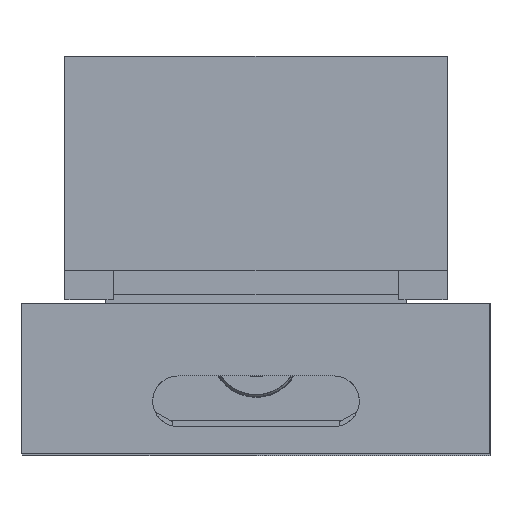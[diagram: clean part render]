
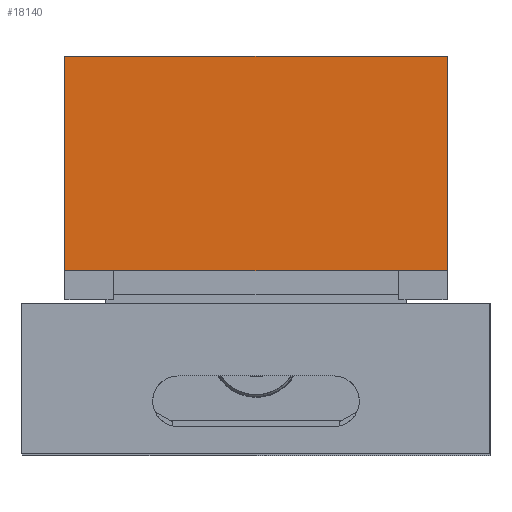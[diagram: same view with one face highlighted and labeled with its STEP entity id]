
A CAD part, left-side view. The second image highlights one B-rep face of the part: STEP entity #18140.
In plain terms, the highlighted planar face has unit normal (-1, 0, 0).
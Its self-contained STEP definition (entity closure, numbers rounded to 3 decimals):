
#17089=CARTESIAN_POINT('Vertex',(119.944,17.,205.)) ;
#17092=CARTESIAN_POINT('Line Origine',(119.944,17.,150.)) ;
#17096=CARTESIAN_POINT('Vertex',(119.944,17.,95.)) ;
#18094=CARTESIAN_POINT('Line Origine',(119.944,115.,95.)) ;
#18098=CARTESIAN_POINT('Vertex',(119.944,213.,95.)) ;
#18117=CARTESIAN_POINT('Axis2P3D Location',(119.944,17.,95.)) ;
#18122=CARTESIAN_POINT('Line Origine',(119.944,115.,205.)) ;
#18126=CARTESIAN_POINT('Vertex',(119.944,213.,205.)) ;
#18129=CARTESIAN_POINT('Line Origine',(119.944,213.,150.)) ;
#17093=DIRECTION('Vector Direction',(0.,0.,-1.)) ;
#18095=DIRECTION('Vector Direction',(0.,1.,0.)) ;
#18118=DIRECTION('Axis2P3D Direction',(1.,0.,0.)) ;
#18119=DIRECTION('Axis2P3D XDirection',(0.,1.,0.)) ;
#18123=DIRECTION('Vector Direction',(0.,-1.,0.)) ;
#18130=DIRECTION('Vector Direction',(0.,0.,1.)) ;
#18120=AXIS2_PLACEMENT_3D('Plane Axis2P3D',#18117,#18118,#18119) ;
#18135=ORIENTED_EDGE('',*,*,#17098,.F.) ;
#18136=ORIENTED_EDGE('',*,*,#18128,.F.) ;
#18137=ORIENTED_EDGE('',*,*,#18133,.F.) ;
#18138=ORIENTED_EDGE('',*,*,#18100,.F.) ;
#17094=VECTOR('Line Direction',#17093,1.) ;
#18096=VECTOR('Line Direction',#18095,1.) ;
#18124=VECTOR('Line Direction',#18123,1.) ;
#18131=VECTOR('Line Direction',#18130,1.) ;
#18140=ADVANCED_FACE('Brep With Voids',(#18139),#18121,.F.) ;
#17098=EDGE_CURVE('',#17090,#17097,#17095,.T.) ;
#18100=EDGE_CURVE('',#17097,#18099,#18097,.T.) ;
#18128=EDGE_CURVE('',#18127,#17090,#18125,.T.) ;
#18133=EDGE_CURVE('',#18099,#18127,#18132,.T.) ;
#18134=EDGE_LOOP('',(#18135,#18136,#18137,#18138)) ;
#18139=FACE_OUTER_BOUND('',#18134,.T.) ;
#17095=LINE('Line',#17092,#17094) ;
#18097=LINE('Line',#18094,#18096) ;
#18125=LINE('Line',#18122,#18124) ;
#18132=LINE('Line',#18129,#18131) ;
#18121=PLANE('Plane',#18120) ;
#17090=VERTEX_POINT('',#17089) ;
#17097=VERTEX_POINT('',#17096) ;
#18099=VERTEX_POINT('',#18098) ;
#18127=VERTEX_POINT('',#18126) ;
